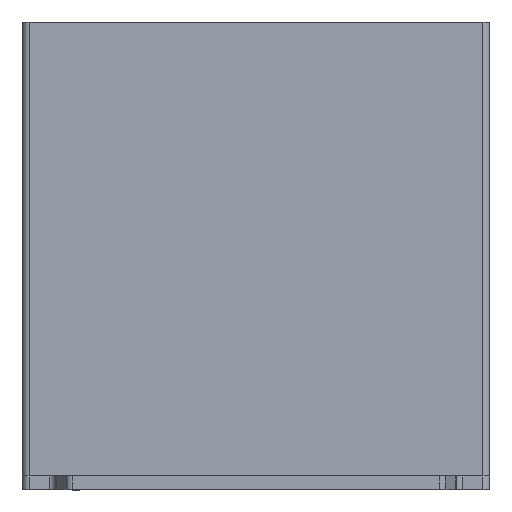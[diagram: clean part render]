
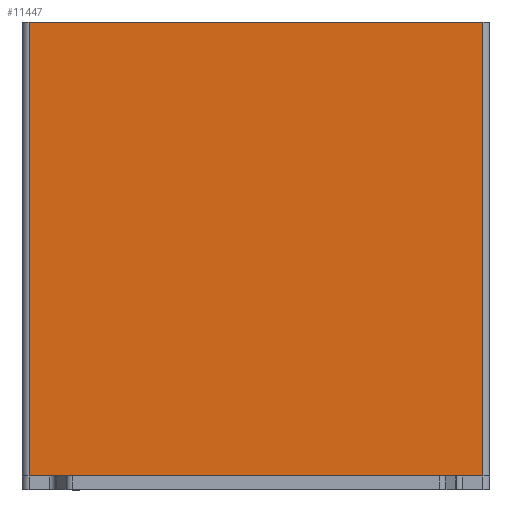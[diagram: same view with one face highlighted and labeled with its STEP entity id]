
A CAD part, top view. The second image highlights one B-rep face of the part: STEP entity #11447.
In plain terms, the highlighted planar face has unit normal (0, 0, 1).
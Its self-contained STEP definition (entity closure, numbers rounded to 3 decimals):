
#130 = LINE ( 'NONE', #14716, #6354 ) ;
#249 = DIRECTION ( 'NONE',  ( -1., 0., 0. ) ) ;
#1467 = DIRECTION ( 'NONE',  ( 0., 1., 0. ) ) ;
#1540 = CARTESIAN_POINT ( 'NONE',  ( 3.4, -3.3, 7.6 ) ) ;
#2114 = LINE ( 'NONE', #2423, #6725 ) ;
#2210 = DIRECTION ( 'NONE',  ( 1., 0., 0. ) ) ;
#2361 = CARTESIAN_POINT ( 'NONE',  ( -3.4, -3.3, 7.6 ) ) ;
#2423 = CARTESIAN_POINT ( 'NONE',  ( 3.5, -3.3, 7.6 ) ) ;
#2577 = AXIS2_PLACEMENT_3D ( 'NONE', #16998, #10650, #17209 ) ;
#2882 = VERTEX_POINT ( 'NONE', #1540 ) ;
#3001 = CARTESIAN_POINT ( 'NONE',  ( -3.4, -3.5, 7.6 ) ) ;
#4320 = PLANE ( 'NONE',  #2577 ) ;
#4429 = FACE_OUTER_BOUND ( 'NONE', #17300, .T. ) ;
#4593 = DIRECTION ( 'NONE',  ( 0., -1., 0. ) ) ;
#5888 = VERTEX_POINT ( 'NONE', #20698 ) ;
#6354 = VECTOR ( 'NONE', #249, 1000. ) ;
#6725 = VECTOR ( 'NONE', #2210, 1000. ) ;
#6895 = CARTESIAN_POINT ( 'NONE',  ( -3.4, 3.5, 7.6 ) ) ;
#9443 = EDGE_CURVE ( 'NONE', #18330, #2882, #2114, .T. ) ;
#9539 = LINE ( 'NONE', #15962, #16676 ) ;
#10650 = DIRECTION ( 'NONE',  ( 0., 0., -1. ) ) ;
#11447 = ADVANCED_FACE ( 'NONE', ( #4429 ), #4320, .F. ) ;
#11715 = EDGE_CURVE ( 'NONE', #5888, #15606, #130, .T. ) ;
#11971 = ORIENTED_EDGE ( 'NONE', *, *, #9443, .T. ) ;
#13827 = VECTOR ( 'NONE', #4593, 1000. ) ;
#14211 = ORIENTED_EDGE ( 'NONE', *, *, #16101, .T. ) ;
#14716 = CARTESIAN_POINT ( 'NONE',  ( 3.5, 3.5, 7.6 ) ) ;
#15606 = VERTEX_POINT ( 'NONE', #6895 ) ;
#15962 = CARTESIAN_POINT ( 'NONE',  ( 3.4, -3.5, 7.6 ) ) ;
#16101 = EDGE_CURVE ( 'NONE', #15606, #18330, #19059, .T. ) ;
#16676 = VECTOR ( 'NONE', #1467, 1000. ) ;
#16998 = CARTESIAN_POINT ( 'NONE',  ( 3.5, -3.5, 7.6 ) ) ;
#17209 = DIRECTION ( 'NONE',  ( 1., 0., 0. ) ) ;
#17300 = EDGE_LOOP ( 'NONE', ( #20881, #14211, #11971, #19836 ) ) ;
#18330 = VERTEX_POINT ( 'NONE', #2361 ) ;
#18908 = EDGE_CURVE ( 'NONE', #2882, #5888, #9539, .T. ) ;
#19059 = LINE ( 'NONE', #3001, #13827 ) ;
#19836 = ORIENTED_EDGE ( 'NONE', *, *, #18908, .T. ) ;
#20698 = CARTESIAN_POINT ( 'NONE',  ( 3.4, 3.5, 7.6 ) ) ;
#20881 = ORIENTED_EDGE ( 'NONE', *, *, #11715, .T. ) ;
